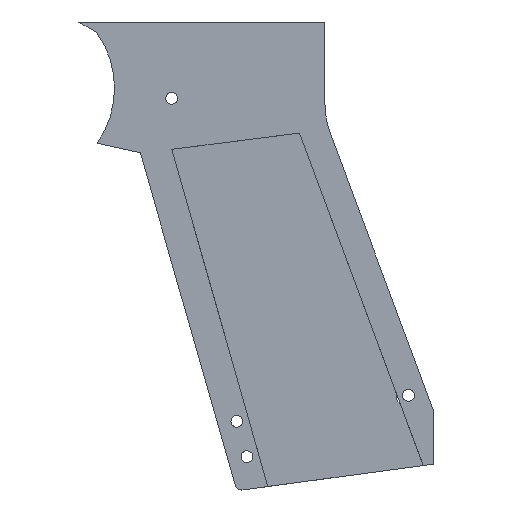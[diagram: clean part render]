
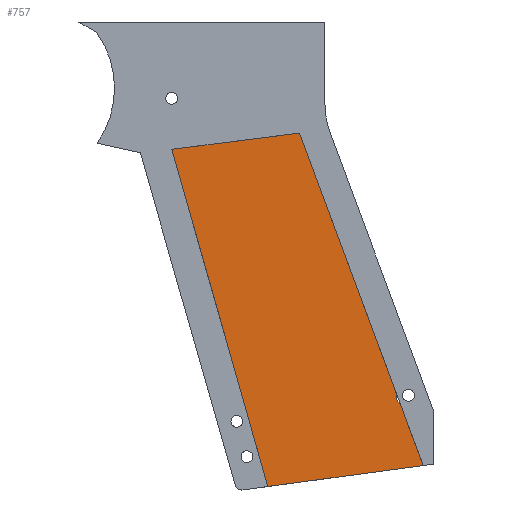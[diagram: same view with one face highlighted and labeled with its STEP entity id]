
A CAD part, top view. The second image highlights one B-rep face of the part: STEP entity #757.
In plain terms, the highlighted planar face has unit normal (0, 0, 1).
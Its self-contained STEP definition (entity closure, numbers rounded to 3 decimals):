
#51=CIRCLE('',#801,3.);
#57=CIRCLE('',#809,3.);
#61=CIRCLE('',#814,3.);
#121=FACE_OUTER_BOUND('',#169,.T.);
#169=EDGE_LOOP('',(#690,#691,#692,#693,#694,#695,#696,#697,#698,#699));
#214=LINE('',#1465,#269);
#217=LINE('',#1469,#272);
#219=LINE('',#1472,#274);
#221=LINE('',#1474,#276);
#228=LINE('',#1492,#283);
#230=LINE('',#1495,#285);
#233=LINE('',#1543,#288);
#269=VECTOR('',#991,1000.);
#272=VECTOR('',#996,1000.);
#274=VECTOR('',#998,1000.);
#276=VECTOR('',#1000,1000.);
#283=VECTOR('',#1023,1000.);
#285=VECTOR('',#1025,1000.);
#288=VECTOR('',#1046,1000.);
#338=VERTEX_POINT('',#1231);
#339=VERTEX_POINT('',#1233);
#348=VERTEX_POINT('',#1283);
#349=VERTEX_POINT('',#1285);
#357=VERTEX_POINT('',#1379);
#358=VERTEX_POINT('',#1381);
#368=VERTEX_POINT('',#1462);
#369=VERTEX_POINT('',#1464);
#370=VERTEX_POINT('',#1471);
#374=VERTEX_POINT('',#1493);
#422=EDGE_CURVE('',#339,#338,#51,.T.);
#433=EDGE_CURVE('',#349,#348,#57,.T.);
#443=EDGE_CURVE('',#358,#357,#61,.T.);
#460=EDGE_CURVE('',#369,#368,#214,.T.);
#463=EDGE_CURVE('',#348,#339,#217,.T.);
#465=EDGE_CURVE('',#370,#349,#219,.T.);
#467=EDGE_CURVE('',#338,#369,#221,.T.);
#478=EDGE_CURVE('',#368,#358,#228,.T.);
#480=EDGE_CURVE('',#357,#374,#230,.T.);
#486=EDGE_CURVE('',#374,#370,#233,.T.);
#690=ORIENTED_EDGE('',*,*,#463,.T.);
#691=ORIENTED_EDGE('',*,*,#422,.T.);
#692=ORIENTED_EDGE('',*,*,#467,.T.);
#693=ORIENTED_EDGE('',*,*,#460,.T.);
#694=ORIENTED_EDGE('',*,*,#478,.T.);
#695=ORIENTED_EDGE('',*,*,#443,.T.);
#696=ORIENTED_EDGE('',*,*,#480,.T.);
#697=ORIENTED_EDGE('',*,*,#486,.T.);
#698=ORIENTED_EDGE('',*,*,#465,.T.);
#699=ORIENTED_EDGE('',*,*,#433,.T.);
#721=PLANE('',#847);
#757=ADVANCED_FACE('',(#121),#721,.T.);
#801=AXIS2_PLACEMENT_3D('',#1234,#929,#930);
#809=AXIS2_PLACEMENT_3D('',#1286,#948,#949);
#814=AXIS2_PLACEMENT_3D('',#1382,#961,#962);
#847=AXIS2_PLACEMENT_3D('',#1547,#1053,#1054);
#929=DIRECTION('center_axis',(0.,0.,-1.));
#930=DIRECTION('ref_axis',(1.,0.,0.));
#948=DIRECTION('center_axis',(0.,0.,-1.));
#949=DIRECTION('ref_axis',(1.,0.,0.));
#961=DIRECTION('center_axis',(0.,0.,-1.));
#962=DIRECTION('ref_axis',(1.,0.,0.));
#991=DIRECTION('',(0.991,0.134,0.));
#996=DIRECTION('',(0.274,-0.962,0.));
#998=DIRECTION('',(0.274,-0.962,0.));
#1000=DIRECTION('',(0.274,-0.962,0.));
#1023=DIRECTION('',(-0.349,0.937,0.));
#1025=DIRECTION('',(-0.349,0.937,0.));
#1046=DIRECTION('',(-0.992,-0.126,0.));
#1053=DIRECTION('center_axis',(0.,0.,1.));
#1054=DIRECTION('ref_axis',(1.,0.,0.));
#1231=CARTESIAN_POINT('',(62.015,11.788,1.75));
#1233=CARTESIAN_POINT('',(61.628,13.146,1.75));
#1234=CARTESIAN_POINT('Origin',(59.017,11.668,1.75));
#1283=CARTESIAN_POINT('',(59.549,20.443,1.75));
#1285=CARTESIAN_POINT('',(59.162,21.802,1.75));
#1286=CARTESIAN_POINT('Origin',(56.552,20.324,1.75));
#1379=CARTESIAN_POINT('',(95.593,27.195,1.75));
#1381=CARTESIAN_POINT('',(96.638,24.385,1.75));
#1382=CARTESIAN_POINT('Origin',(98.552,26.696,1.75));
#1462=CARTESIAN_POINT('',(102.173,9.502,1.75));
#1464=CARTESIAN_POINT('',(64.131,4.359,1.75));
#1465=CARTESIAN_POINT('',(102.173,9.502,1.75));
#1469=CARTESIAN_POINT('',(64.131,4.359,1.75));
#1471=CARTESIAN_POINT('',(40.621,86.892,1.75));
#1472=CARTESIAN_POINT('',(64.131,4.359,1.75));
#1474=CARTESIAN_POINT('',(64.131,4.359,1.75));
#1492=CARTESIAN_POINT('',(71.912,90.873,1.75));
#1493=CARTESIAN_POINT('',(71.912,90.873,1.75));
#1495=CARTESIAN_POINT('',(71.912,90.873,1.75));
#1543=CARTESIAN_POINT('',(40.621,86.892,1.75));
#1547=CARTESIAN_POINT('Origin',(0.,0.,1.75));
